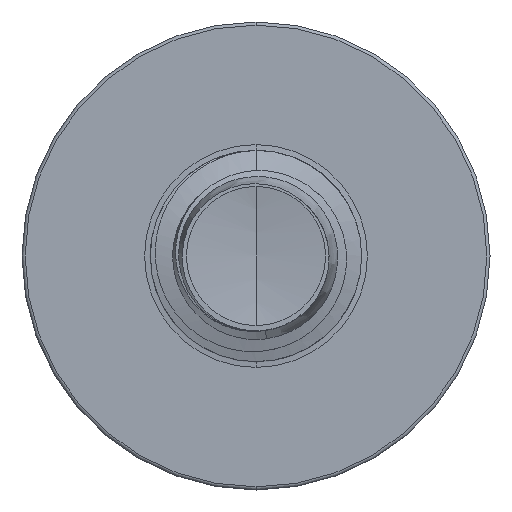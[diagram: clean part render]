
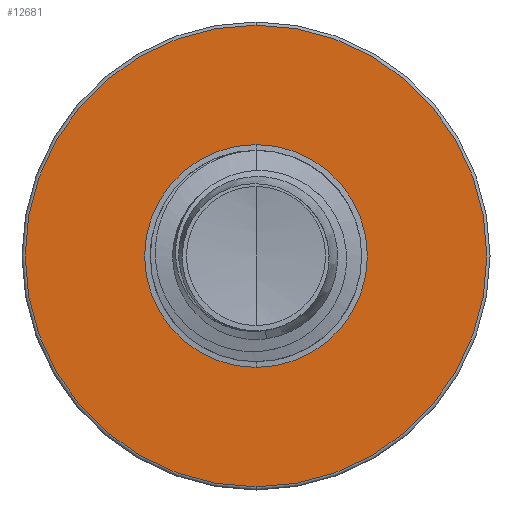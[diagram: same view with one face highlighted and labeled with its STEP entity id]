
A CAD part, front view. The second image highlights one B-rep face of the part: STEP entity #12681.
In plain terms, the highlighted planar face has unit normal (0, -1, 0).
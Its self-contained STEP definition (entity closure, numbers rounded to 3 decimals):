
#433 = CARTESIAN_POINT ( 'NONE',  ( 0., 8., 3.689 ) ) ;
#510 = CARTESIAN_POINT ( 'NONE',  ( 0., 8., 0. ) ) ;
#646 = AXIS2_PLACEMENT_3D ( 'NONE', #510, #10453, #2543 ) ;
#783 = CIRCLE ( 'NONE', #5947, 7.645 ) ;
#1060 = EDGE_LOOP ( 'NONE', ( #13543, #9079 ) ) ;
#1551 = FACE_OUTER_BOUND ( 'NONE', #1060, .T. ) ;
#1644 = CARTESIAN_POINT ( 'NONE',  ( 0., 8., 0. ) ) ;
#2543 = DIRECTION ( 'NONE',  ( 0., 0., 1. ) ) ;
#3635 = DIRECTION ( 'NONE',  ( 0., 0., 1. ) ) ;
#5145 = DIRECTION ( 'NONE',  ( 0., 1., 0. ) ) ;
#5481 = AXIS2_PLACEMENT_3D ( 'NONE', #9913, #5145, #12483 ) ;
#5947 = AXIS2_PLACEMENT_3D ( 'NONE', #8353, #14775, #9425 ) ;
#6169 = ORIENTED_EDGE ( 'NONE', *, *, #10099, .T. ) ;
#7174 = CARTESIAN_POINT ( 'NONE',  ( 0., 8., 0. ) ) ;
#7366 = CIRCLE ( 'NONE', #646, 7.645 ) ;
#8097 = VERTEX_POINT ( 'NONE', #13670 ) ;
#8132 = VERTEX_POINT ( 'NONE', #8380 ) ;
#8353 = CARTESIAN_POINT ( 'NONE',  ( 0., 8., 0. ) ) ;
#8380 = CARTESIAN_POINT ( 'NONE',  ( 0., 8., 7.645 ) ) ;
#8472 = DIRECTION ( 'NONE',  ( 0., 0., 1. ) ) ;
#8957 = PLANE ( 'NONE',  #5481 ) ;
#9079 = ORIENTED_EDGE ( 'NONE', *, *, #10118, .F. ) ;
#9128 = EDGE_CURVE ( 'NONE', #8097, #14586, #12164, .T. ) ;
#9394 = EDGE_CURVE ( 'NONE', #8132, #14119, #783, .T. ) ;
#9425 = DIRECTION ( 'NONE',  ( 0., 0., 1. ) ) ;
#9639 = CIRCLE ( 'NONE', #13203, 3.689 ) ;
#9913 = CARTESIAN_POINT ( 'NONE',  ( 0., 8., -3.689 ) ) ;
#10099 = EDGE_CURVE ( 'NONE', #14586, #8097, #9639, .T. ) ;
#10118 = EDGE_CURVE ( 'NONE', #14119, #8132, #7366, .T. ) ;
#10453 = DIRECTION ( 'NONE',  ( 0., 1., 0. ) ) ;
#10905 = DIRECTION ( 'NONE',  ( 0., 1., 0. ) ) ;
#11224 = CARTESIAN_POINT ( 'NONE',  ( 0., 8., -7.645 ) ) ;
#12164 = CIRCLE ( 'NONE', #13415, 3.689 ) ;
#12483 = DIRECTION ( 'NONE',  ( 0., 0., 1. ) ) ;
#12681 = ADVANCED_FACE ( 'NONE', ( #1551, #15309 ), #8957, .F. ) ;
#13203 = AXIS2_PLACEMENT_3D ( 'NONE', #7174, #13757, #8472 ) ;
#13415 = AXIS2_PLACEMENT_3D ( 'NONE', #1644, #10905, #3635 ) ;
#13510 = ORIENTED_EDGE ( 'NONE', *, *, #9128, .T. ) ;
#13543 = ORIENTED_EDGE ( 'NONE', *, *, #9394, .F. ) ;
#13670 = CARTESIAN_POINT ( 'NONE',  ( 0., 8., -3.689 ) ) ;
#13757 = DIRECTION ( 'NONE',  ( 0., 1., 0. ) ) ;
#14119 = VERTEX_POINT ( 'NONE', #11224 ) ;
#14586 = VERTEX_POINT ( 'NONE', #433 ) ;
#14775 = DIRECTION ( 'NONE',  ( 0., 1., 0. ) ) ;
#15309 = FACE_BOUND ( 'NONE', #15355, .T. ) ;
#15355 = EDGE_LOOP ( 'NONE', ( #6169, #13510 ) ) ;
